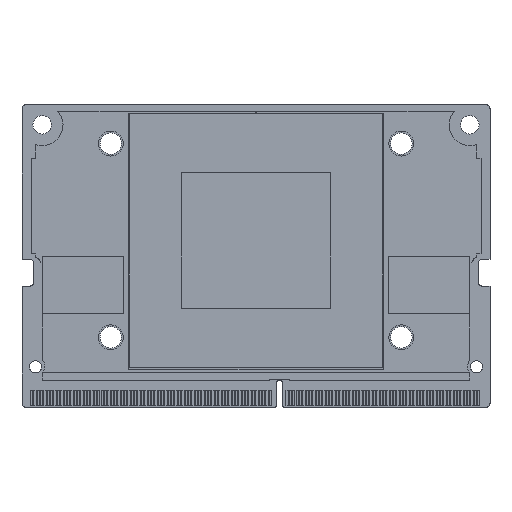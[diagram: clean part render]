
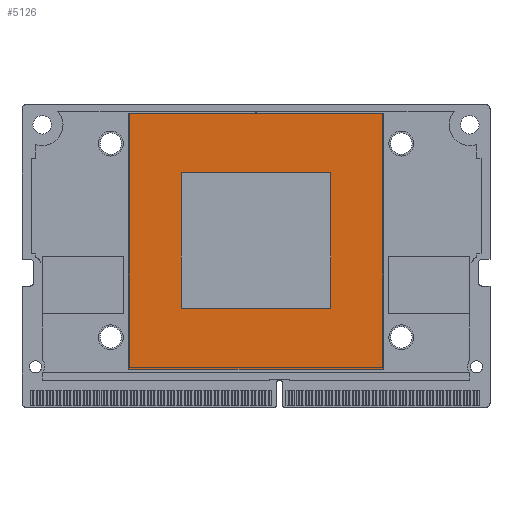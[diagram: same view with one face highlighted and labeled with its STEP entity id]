
A CAD part, top view. The second image highlights one B-rep face of the part: STEP entity #5126.
In plain terms, the highlighted planar face has unit normal (0, 0, 1).
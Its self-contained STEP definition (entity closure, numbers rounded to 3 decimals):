
#1989=DIRECTION('',(1.,0.,0.));
#1990=VECTOR('',#1989,37.8);
#1991=CARTESIAN_POINT('',(13.902,-0.35,3.445));
#1992=LINE('',#1991,#1990);
#1996=DIRECTION('',(0.,-1.,0.));
#1997=VECTOR('',#1996,38.01);
#1998=CARTESIAN_POINT('',(13.902,37.66,3.445));
#1999=LINE('',#1998,#1997);
#2003=DIRECTION('',(-1.,0.,0.));
#2004=VECTOR('',#2003,37.8);
#2005=CARTESIAN_POINT('',(51.702,37.66,3.445));
#2006=LINE('',#2005,#2004);
#2010=DIRECTION('',(0.,1.,0.));
#2011=VECTOR('',#2010,38.01);
#2012=CARTESIAN_POINT('',(51.702,-0.35,3.445));
#2013=LINE('',#2012,#2011);
#3602=CARTESIAN_POINT('',(13.902,-0.35,3.445));
#3603=CARTESIAN_POINT('',(51.702,-0.35,3.445));
#3604=VERTEX_POINT('',#3602);
#3605=VERTEX_POINT('',#3603);
#3606=CARTESIAN_POINT('',(51.702,37.66,3.445));
#3607=VERTEX_POINT('',#3606);
#3608=CARTESIAN_POINT('',(13.902,37.66,3.445));
#3609=VERTEX_POINT('',#3608);
#5115=CARTESIAN_POINT('',(0.,0.,3.445));
#5116=DIRECTION('',(0.,0.,1.));
#5117=DIRECTION('',(1.,0.,0.));
#5118=AXIS2_PLACEMENT_3D('',#5115,#5116,#5117);
#5119=PLANE('',#5118);
#5120=ORIENTED_EDGE('',*,*,#5096,.F.);
#5121=ORIENTED_EDGE('',*,*,#5109,.F.);
#5122=ORIENTED_EDGE('',*,*,#5064,.F.);
#5123=ORIENTED_EDGE('',*,*,#5082,.F.);
#5124=EDGE_LOOP('',(#5120,#5121,#5122,#5123));
#5125=FACE_OUTER_BOUND('',#5124,.F.);
#5126=ADVANCED_FACE('',(#5125),#5119,.T.);
#5064=EDGE_CURVE('',#3607,#3609,#2006,.T.);
#5082=EDGE_CURVE('',#3605,#3607,#2013,.T.);
#5096=EDGE_CURVE('',#3604,#3605,#1992,.T.);
#5109=EDGE_CURVE('',#3609,#3604,#1999,.T.);
